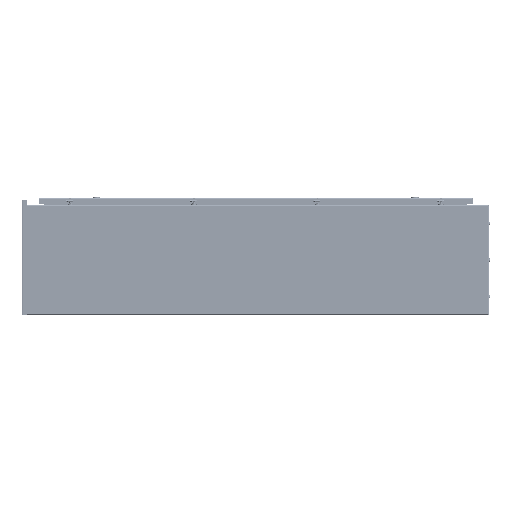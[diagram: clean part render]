
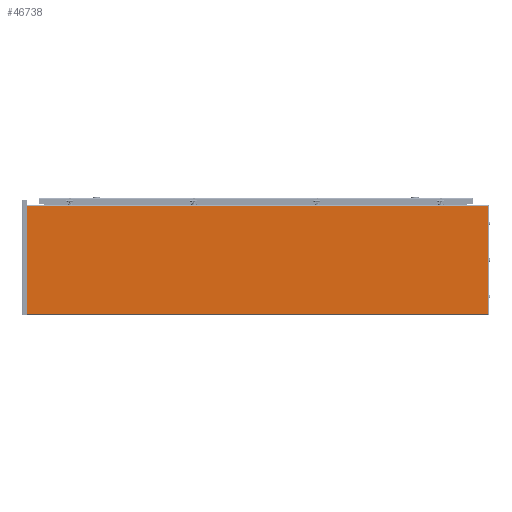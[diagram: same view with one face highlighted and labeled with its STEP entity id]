
A CAD part, left-side view. The second image highlights one B-rep face of the part: STEP entity #46738.
In plain terms, the highlighted face is planar.
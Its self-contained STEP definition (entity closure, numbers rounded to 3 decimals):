
#124 = DIRECTION ( 'NONE',  ( 0., 1., 0. ) ) ;
#338 = CARTESIAN_POINT ( 'NONE',  ( 2., 0., -1. ) ) ;
#397 = ORIENTED_EDGE ( 'NONE', *, *, #32668, .T. ) ;
#857 = AXIS2_PLACEMENT_3D ( 'NONE', #13182, #27626, #2452 ) ;
#1664 = LINE ( 'NONE', #27290, #35921 ) ;
#1926 = VERTEX_POINT ( 'NONE', #36596 ) ;
#1940 = VERTEX_POINT ( 'NONE', #22125 ) ;
#2202 = CARTESIAN_POINT ( 'NONE',  ( 397., 1697., -1. ) ) ;
#2452 = DIRECTION ( 'NONE',  ( -1., 0., 0. ) ) ;
#4723 = DIRECTION ( 'NONE',  ( 1., 0., 0. ) ) ;
#5442 = CARTESIAN_POINT ( 'NONE',  ( 60., 138., -1. ) ) ;
#5866 = EDGE_LOOP ( 'NONE', ( #46283, #397, #16517, #24907 ) ) ;
#6006 = FACE_BOUND ( 'NONE', #11046, .T. ) ;
#6958 = CARTESIAN_POINT ( 'NONE',  ( 60., 138., -1. ) ) ;
#7002 = VECTOR ( 'NONE', #17465, 1000. ) ;
#8044 = CARTESIAN_POINT ( 'NONE',  ( 397., 0., -1. ) ) ;
#8412 = EDGE_CURVE ( 'NONE', #27530, #1926, #16714, .T. ) ;
#9022 = CARTESIAN_POINT ( 'NONE',  ( 0., 1697., -1. ) ) ;
#11046 = EDGE_LOOP ( 'NONE', ( #32182, #24714 ) ) ;
#13182 = CARTESIAN_POINT ( 'NONE',  ( 0., 0., -1. ) ) ;
#13634 = CARTESIAN_POINT ( 'NONE',  ( 59.5, 138., -1. ) ) ;
#14967 = VECTOR ( 'NONE', #23508, 1000. ) ;
#16517 = ORIENTED_EDGE ( 'NONE', *, *, #41973, .F. ) ;
#16714 = CIRCLE ( 'NONE', #20532, 0.5 ) ;
#17465 = DIRECTION ( 'NONE',  ( 0., -1., 0. ) ) ;
#19344 = EDGE_CURVE ( 'NONE', #28461, #33683, #35480, .T. ) ;
#19507 = VERTEX_POINT ( 'NONE', #32605 ) ;
#19961 = DIRECTION ( 'NONE',  ( 1., 0., 0. ) ) ;
#20532 = AXIS2_PLACEMENT_3D ( 'NONE', #5442, #30599, #4723 ) ;
#22125 = CARTESIAN_POINT ( 'NONE',  ( 2., 1697., -1. ) ) ;
#23508 = DIRECTION ( 'NONE',  ( -1., 0., 0. ) ) ;
#23949 = CIRCLE ( 'NONE', #29271, 0.5 ) ;
#24714 = ORIENTED_EDGE ( 'NONE', *, *, #8412, .T. ) ;
#24907 = ORIENTED_EDGE ( 'NONE', *, *, #19344, .T. ) ;
#27290 = CARTESIAN_POINT ( 'NONE',  ( 0., 0., -1. ) ) ;
#27530 = VERTEX_POINT ( 'NONE', #13634 ) ;
#27626 = DIRECTION ( 'NONE',  ( 0., 0., -1. ) ) ;
#28461 = VERTEX_POINT ( 'NONE', #2202 ) ;
#28609 = CARTESIAN_POINT ( 'NONE',  ( 397., 1697., -1. ) ) ;
#29271 = AXIS2_PLACEMENT_3D ( 'NONE', #6958, #34398, #19961 ) ;
#30599 = DIRECTION ( 'NONE',  ( 0., 0., 1. ) ) ;
#31169 = FACE_OUTER_BOUND ( 'NONE', #5866, .T. ) ;
#32001 = EDGE_CURVE ( 'NONE', #1926, #27530, #23949, .T. ) ;
#32182 = ORIENTED_EDGE ( 'NONE', *, *, #32001, .T. ) ;
#32605 = CARTESIAN_POINT ( 'NONE',  ( 2., 0., -1. ) ) ;
#32668 = EDGE_CURVE ( 'NONE', #19507, #1940, #43574, .T. ) ;
#33683 = VERTEX_POINT ( 'NONE', #8044 ) ;
#34398 = DIRECTION ( 'NONE',  ( 0., 0., 1. ) ) ;
#35480 = LINE ( 'NONE', #28609, #7002 ) ;
#35921 = VECTOR ( 'NONE', #45583, 1000. ) ;
#36596 = CARTESIAN_POINT ( 'NONE',  ( 60.5, 138., -1. ) ) ;
#37353 = EDGE_CURVE ( 'NONE', #19507, #33683, #1664, .T. ) ;
#41540 = LINE ( 'NONE', #9022, #14967 ) ;
#41973 = EDGE_CURVE ( 'NONE', #28461, #1940, #41540, .T. ) ;
#43574 = LINE ( 'NONE', #338, #46740 ) ;
#45583 = DIRECTION ( 'NONE',  ( 1., 0., 0. ) ) ;
#45676 = PLANE ( 'NONE',  #857 ) ;
#46283 = ORIENTED_EDGE ( 'NONE', *, *, #37353, .F. ) ;
#46738 = ADVANCED_FACE ( 'NONE', ( #6006, #31169 ), #45676, .T. ) ;
#46740 = VECTOR ( 'NONE', #124, 1000. ) ;
